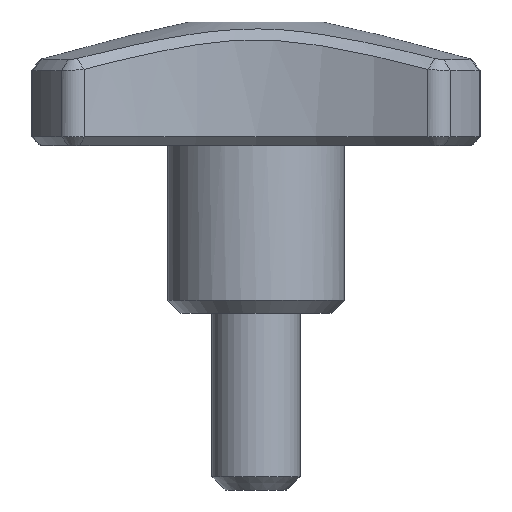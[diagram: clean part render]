
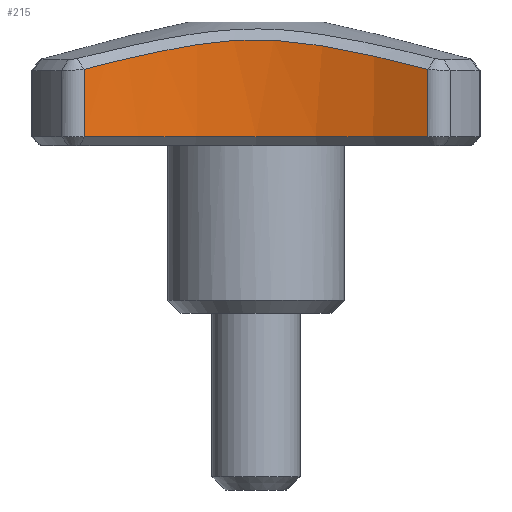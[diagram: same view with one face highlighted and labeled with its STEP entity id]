
A CAD part, front view. The second image highlights one B-rep face of the part: STEP entity #215.
In plain terms, the highlighted cylindrical face has radius 40 mm (diameter 80 mm), a partial arc.
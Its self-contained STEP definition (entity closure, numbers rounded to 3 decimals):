
#215 = ADVANCED_FACE( '', ( #438 ), #439, .F. );
#438 = FACE_OUTER_BOUND( '', #778, .T. );
#439 = CYLINDRICAL_SURFACE( '', #779, 40. );
#778 = EDGE_LOOP( '', ( #1296, #1297, #1298, #1299 ) );
#779 = AXIS2_PLACEMENT_3D( '', #1300, #1301, #1302 );
#1296 = ORIENTED_EDGE( '', *, *, #1556, .T. );
#1297 = ORIENTED_EDGE( '', *, *, #1517, .T. );
#1298 = ORIENTED_EDGE( '', *, *, #1453, .T. );
#1299 = ORIENTED_EDGE( '', *, *, #1544, .T. );
#1300 = CARTESIAN_POINT( '', ( 0., -51.948, 50. ) );
#1301 = DIRECTION( '', ( 0., 0., 1. ) );
#1302 = DIRECTION( '', ( -1., 0., 0. ) );
#1453 = EDGE_CURVE( '', #1727, #1728, #1729, .F. );
#1517 = EDGE_CURVE( '', #1818, #1727, #1822, .F. );
#1544 = EDGE_CURVE( '', #1728, #1810, #1854, .T. );
#1556 = EDGE_CURVE( '', #1810, #1818, #1867, .T. );
#1727 = VERTEX_POINT( '', #2324 );
#1728 = VERTEX_POINT( '', #2325 );
#1729 = LINE( '', #2326, #2327 );
#1810 = VERTEX_POINT( '', #2465 );
#1818 = VERTEX_POINT( '', #2515 );
#1822 = CIRCLE( '', #2520, 40. );
#1854 = B_SPLINE_CURVE_WITH_KNOTS( '', 3, ( #2587, #2588, #2589, #2590, #2591, #2592, #2593, #2594, #2595, #2596, #2597, #2598, #2599, #2600, #2601, #2602, #2603, #2604, #2605, #2606, #2607, #2608, #2609, #2610, #2611, #2612, #2613, #2614, #2615, #2616, #2617, #2618, #2619, #2620, #2621, #2622, #2623, #2624, #2625, #2626, #2627 ), .UNSPECIFIED., .F., .F., ( 4, 1, 1, 1, 1, 1, 1, 1, 1, 1, 1, 1, 1, 1, 1, 1, 1, 1, 1, 1, 1, 1, 1, 1, 1, 1, 1, 1, 1, 1, 1, 1, 1, 1, 1, 1, 1, 1, 4 ), ( 0., 0.016, 0.033, 0.048, 0.063, 0.078, 0.093, 0.107, 0.12, 0.133, 0.146, 0.159, 0.17, 0.182, 0.193, 0.204, 0.214, 0.224, 0.233, 0.243, 0.251, 0.318, 0.376, 0.441, 0.501, 0.561, 0.626, 0.684, 0.751, 0.768, 0.787, 0.808, 0.831, 0.855, 0.881, 0.908, 0.937, 0.968, 1. ), .UNSPECIFIED. );
#1867 = LINE( '', #2686, #2687 );
#2324 = CARTESIAN_POINT( '', ( 19.461, -17.001, 20. ) );
#2325 = CARTESIAN_POINT( '', ( 19.461, -17.001, 27.643 ) );
#2326 = CARTESIAN_POINT( '', ( 19.461, -17.001, 50. ) );
#2327 = VECTOR( '', #2837, 1000. );
#2465 = CARTESIAN_POINT( '', ( -19.461, -17.001, 27.644 ) );
#2515 = CARTESIAN_POINT( '', ( -19.461, -17.001, 20. ) );
#2520 = AXIS2_PLACEMENT_3D( '', #2931, #2932, #2933 );
#2587 = CARTESIAN_POINT( '', ( 19.461, -17.001, 27.644 ) );
#2588 = CARTESIAN_POINT( '', ( 19.268, -16.895, 27.694 ) );
#2589 = CARTESIAN_POINT( '', ( 18.885, -16.684, 27.794 ) );
#2590 = CARTESIAN_POINT( '', ( 18.312, -16.384, 27.94 ) );
#2591 = CARTESIAN_POINT( '', ( 17.75, -16.1, 28.083 ) );
#2592 = CARTESIAN_POINT( '', ( 17.197, -15.832, 28.22 ) );
#2593 = CARTESIAN_POINT( '', ( 16.656, -15.579, 28.354 ) );
#2594 = CARTESIAN_POINT( '', ( 16.126, -15.341, 28.483 ) );
#2595 = CARTESIAN_POINT( '', ( 15.608, -15.117, 28.607 ) );
#2596 = CARTESIAN_POINT( '', ( 15.102, -14.907, 28.728 ) );
#2597 = CARTESIAN_POINT( '', ( 14.609, -14.71, 28.844 ) );
#2598 = CARTESIAN_POINT( '', ( 14.128, -14.525, 28.955 ) );
#2599 = CARTESIAN_POINT( '', ( 13.661, -14.352, 29.062 ) );
#2600 = CARTESIAN_POINT( '', ( 13.207, -14.19, 29.165 ) );
#2601 = CARTESIAN_POINT( '', ( 12.767, -14.039, 29.263 ) );
#2602 = CARTESIAN_POINT( '', ( 12.341, -13.898, 29.357 ) );
#2603 = CARTESIAN_POINT( '', ( 11.928, -13.767, 29.446 ) );
#2604 = CARTESIAN_POINT( '', ( 11.531, -13.645, 29.531 ) );
#2605 = CARTESIAN_POINT( '', ( 11.148, -13.532, 29.612 ) );
#2606 = CARTESIAN_POINT( '', ( 10.779, -13.427, 29.688 ) );
#2607 = CARTESIAN_POINT( '', ( 10.426, -13.33, 29.76 ) );
#2608 = CARTESIAN_POINT( '', ( 9.325, -13.038, 29.98 ) );
#2609 = CARTESIAN_POINT( '', ( 7.56, -12.641, 30.304 ) );
#2610 = CARTESIAN_POINT( '', ( 5.009, -12.236, 30.688 ) );
#2611 = CARTESIAN_POINT( '', ( 2.504, -11.999, 30.939 ) );
#2612 = CARTESIAN_POINT( '', ( -0.047, -11.922, 31.03 ) );
#2613 = CARTESIAN_POINT( '', ( -2.589, -12.004, 30.932 ) );
#2614 = CARTESIAN_POINT( '', ( -5.077, -12.245, 30.68 ) );
#2615 = CARTESIAN_POINT( '', ( -7.624, -12.654, 30.293 ) );
#2616 = CARTESIAN_POINT( '', ( -9.511, -13.081, 29.945 ) );
#2617 = CARTESIAN_POINT( '', ( -10.863, -13.449, 29.672 ) );
#2618 = CARTESIAN_POINT( '', ( -11.609, -13.667, 29.516 ) );
#2619 = CARTESIAN_POINT( '', ( -12.413, -13.919, 29.342 ) );
#2620 = CARTESIAN_POINT( '', ( -13.273, -14.21, 29.151 ) );
#2621 = CARTESIAN_POINT( '', ( -14.187, -14.544, 28.942 ) );
#2622 = CARTESIAN_POINT( '', ( -15.154, -14.924, 28.716 ) );
#2623 = CARTESIAN_POINT( '', ( -16.17, -15.356, 28.473 ) );
#2624 = CARTESIAN_POINT( '', ( -17.232, -15.844, 28.213 ) );
#2625 = CARTESIAN_POINT( '', ( -18.339, -16.39, 27.935 ) );
#2626 = CARTESIAN_POINT( '', ( -19.081, -16.794, 27.743 ) );
#2627 = CARTESIAN_POINT( '', ( -19.461, -17.001, 27.644 ) );
#2686 = CARTESIAN_POINT( '', ( -19.461, -17.001, 50. ) );
#2687 = VECTOR( '', #2977, 1000. );
#2837 = DIRECTION( '', ( 0., 0., -1. ) );
#2931 = CARTESIAN_POINT( '', ( 0., -51.948, 20. ) );
#2932 = DIRECTION( '', ( 0., 0., 1. ) );
#2933 = DIRECTION( '', ( 1., 0., 0. ) );
#2977 = DIRECTION( '', ( 0., 0., -1. ) );
